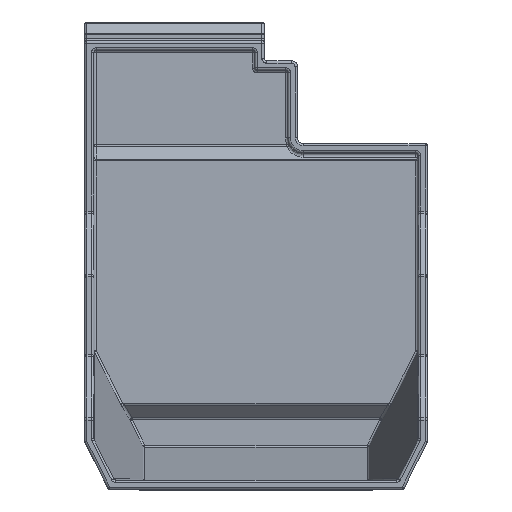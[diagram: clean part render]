
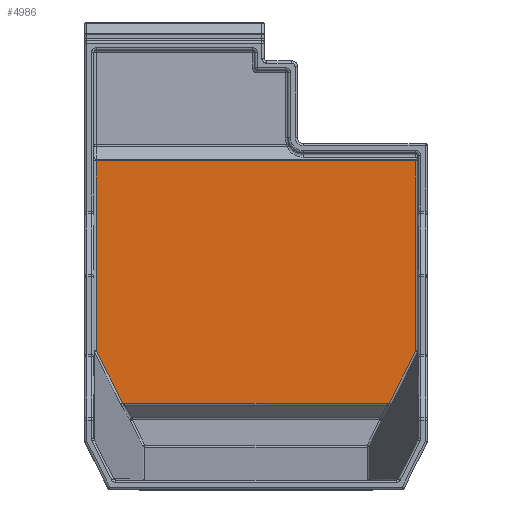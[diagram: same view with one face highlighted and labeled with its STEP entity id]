
A CAD part, top view. The second image highlights one B-rep face of the part: STEP entity #4986.
In plain terms, the highlighted planar face has unit normal (0, 0, 1).
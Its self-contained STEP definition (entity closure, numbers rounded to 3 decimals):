
#184=PLANE('',#5647);
#491=LINE('',#8659,#874);
#494=LINE('',#8757,#877);
#505=LINE('',#8837,#888);
#523=LINE('',#8968,#906);
#527=LINE('',#8974,#910);
#539=LINE('',#8994,#922);
#874=VECTOR('',#6907,10.);
#877=VECTOR('',#6964,10.);
#888=VECTOR('',#7037,10.);
#906=VECTOR('',#7137,10.);
#910=VECTOR('',#7145,10.);
#922=VECTOR('',#7173,10.);
#1413=FACE_OUTER_BOUND('',#1738,.T.);
#1738=EDGE_LOOP('',(#4591,#4592,#4593,#4594,#4595,#4596));
#2370=VERTEX_POINT('',#8561);
#2391=VERTEX_POINT('',#8654);
#2393=VERTEX_POINT('',#8685);
#2409=VERTEX_POINT('',#8751);
#2413=VERTEX_POINT('',#8763);
#2425=VERTEX_POINT('',#8828);
#3023=EDGE_CURVE('',#2370,#2391,#491,.T.);
#3047=EDGE_CURVE('',#2391,#2409,#494,.T.);
#3078=EDGE_CURVE('',#2425,#2413,#505,.T.);
#3121=EDGE_CURVE('',#2409,#2425,#523,.T.);
#3125=EDGE_CURVE('',#2413,#2393,#527,.T.);
#3137=EDGE_CURVE('',#2393,#2370,#539,.T.);
#4591=ORIENTED_EDGE('',*,*,#3078,.F.);
#4592=ORIENTED_EDGE('',*,*,#3121,.F.);
#4593=ORIENTED_EDGE('',*,*,#3047,.F.);
#4594=ORIENTED_EDGE('',*,*,#3023,.F.);
#4595=ORIENTED_EDGE('',*,*,#3137,.F.);
#4596=ORIENTED_EDGE('',*,*,#3125,.F.);
#4986=ADVANCED_FACE('',(#1413),#184,.T.);
#5647=AXIS2_PLACEMENT_3D('',#9109,#7305,#7306);
#6907=DIRECTION('',(-0.447,0.894,0.));
#6964=DIRECTION('',(0.,1.,0.));
#7037=DIRECTION('',(0.,-1.,0.));
#7137=DIRECTION('',(1.,0.,0.));
#7145=DIRECTION('',(-0.447,-0.894,0.));
#7173=DIRECTION('',(-1.,0.,0.));
#7305=DIRECTION('center_axis',(0.,0.,1.));
#7306=DIRECTION('ref_axis',(0.,-1.,0.));
#8561=CARTESIAN_POINT('',(-56.366,-58.243,10.));
#8654=CARTESIAN_POINT('',(-67.5,-35.975,10.));
#8659=CARTESIAN_POINT('',(-84.49,-1.995,10.));
#8685=CARTESIAN_POINT('',(56.366,-58.243,10.));
#8751=CARTESIAN_POINT('',(-67.5,44.243,10.));
#8757=CARTESIAN_POINT('',(-67.5,69.,10.));
#8763=CARTESIAN_POINT('',(67.5,-35.975,10.));
#8828=CARTESIAN_POINT('',(67.5,44.243,10.));
#8837=CARTESIAN_POINT('',(67.5,-26.,10.));
#8968=CARTESIAN_POINT('',(-54.375,44.243,10.));
#8974=CARTESIAN_POINT('',(69.99,-30.995,10.));
#8994=CARTESIAN_POINT('',(-54.375,-58.243,10.));
#9109=CARTESIAN_POINT('Origin',(-72.5,43.,10.));
